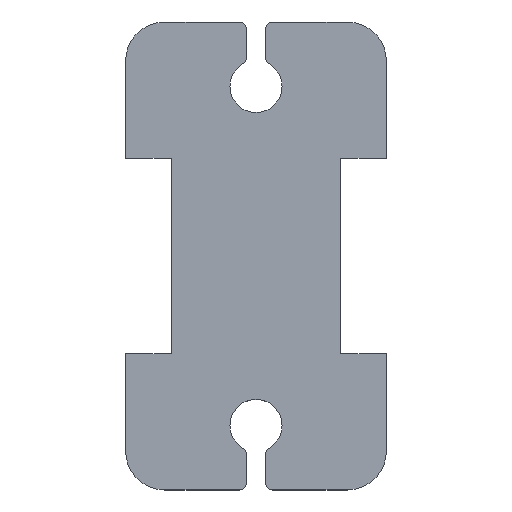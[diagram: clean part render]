
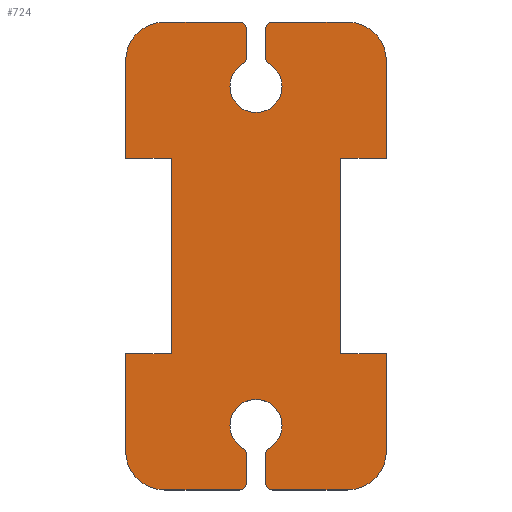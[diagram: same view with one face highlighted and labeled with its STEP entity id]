
A CAD part, top view. The second image highlights one B-rep face of the part: STEP entity #724.
In plain terms, the highlighted planar face has unit normal (0, 0, 1).
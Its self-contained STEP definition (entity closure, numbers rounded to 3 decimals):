
#125=CARTESIAN_POINT('',(2.5,34.887,5.));
#126=DIRECTION('',(0.,0.,1.));
#127=DIRECTION('',(0.,1.,0.));
#128=AXIS2_PLACEMENT_3D('',#125,#126,#127);
#130=DIRECTION('',(1.,0.,0.));
#131=VECTOR('',#130,11.5);
#132=CARTESIAN_POINT('',(2.5,35.887,5.));
#133=LINE('',#132,#131);
#134=CARTESIAN_POINT('',(14.,29.887,5.));
#135=DIRECTION('',(0.,0.,1.));
#136=DIRECTION('',(1.,0.,0.));
#137=AXIS2_PLACEMENT_3D('',#134,#135,#136);
#139=DIRECTION('',(-1.,0.,0.));
#140=VECTOR('',#139,7.);
#141=CARTESIAN_POINT('',(20.,15.,5.));
#142=LINE('',#141,#140);
#143=DIRECTION('',(0.,-1.,0.));
#144=VECTOR('',#143,30.);
#145=CARTESIAN_POINT('',(13.,15.,5.));
#146=LINE('',#145,#144);
#147=DIRECTION('',(-1.,0.,0.));
#148=VECTOR('',#147,7.);
#149=CARTESIAN_POINT('',(20.,-15.,5.));
#150=LINE('',#149,#148);
#151=CARTESIAN_POINT('',(14.,-29.887,5.));
#152=DIRECTION('',(0.,0.,1.));
#153=DIRECTION('',(0.,-1.,0.));
#154=AXIS2_PLACEMENT_3D('',#151,#152,#153);
#156=DIRECTION('',(-1.,0.,0.));
#157=VECTOR('',#156,11.5);
#158=CARTESIAN_POINT('',(14.,-35.887,5.));
#159=LINE('',#158,#157);
#160=CARTESIAN_POINT('',(2.5,-34.887,5.));
#161=DIRECTION('',(0.,0.,1.));
#162=DIRECTION('',(-1.,0.,0.));
#163=AXIS2_PLACEMENT_3D('',#160,#161,#162);
#165=DIRECTION('',(0.,1.,0.));
#166=VECTOR('',#165,4.557);
#167=CARTESIAN_POINT('',(1.5,-34.887,5.));
#168=LINE('',#167,#166);
#169=CARTESIAN_POINT('',(2.5,-30.33,5.));
#170=DIRECTION('',(0.,0.,1.));
#171=DIRECTION('',(-0.5,0.866,0.));
#172=AXIS2_PLACEMENT_3D('',#169,#170,#171);
#174=CARTESIAN_POINT('',(-2.5,-30.33,5.));
#175=DIRECTION('',(0.,0.,1.));
#176=DIRECTION('',(1.,0.,0.));
#177=AXIS2_PLACEMENT_3D('',#174,#175,#176);
#179=DIRECTION('',(0.,1.,0.));
#180=VECTOR('',#179,4.557);
#181=CARTESIAN_POINT('',(-1.5,-34.887,5.));
#182=LINE('',#181,#180);
#183=CARTESIAN_POINT('',(-2.5,-34.887,5.));
#184=DIRECTION('',(0.,0.,1.));
#185=DIRECTION('',(0.,-1.,0.));
#186=AXIS2_PLACEMENT_3D('',#183,#184,#185);
#188=DIRECTION('',(-1.,0.,0.));
#189=VECTOR('',#188,11.5);
#190=CARTESIAN_POINT('',(-2.5,-35.887,5.));
#191=LINE('',#190,#189);
#192=CARTESIAN_POINT('',(-14.,-29.887,5.));
#193=DIRECTION('',(0.,0.,1.));
#194=DIRECTION('',(-1.,0.,0.));
#195=AXIS2_PLACEMENT_3D('',#192,#193,#194);
#197=DIRECTION('',(1.,0.,0.));
#198=VECTOR('',#197,7.);
#199=CARTESIAN_POINT('',(-20.,-15.,5.));
#200=LINE('',#199,#198);
#201=DIRECTION('',(0.,1.,0.));
#202=VECTOR('',#201,30.);
#203=CARTESIAN_POINT('',(-13.,-15.,5.));
#204=LINE('',#203,#202);
#205=DIRECTION('',(1.,0.,0.));
#206=VECTOR('',#205,7.);
#207=CARTESIAN_POINT('',(-20.,15.,5.));
#208=LINE('',#207,#206);
#209=CARTESIAN_POINT('',(-14.,29.887,5.));
#210=DIRECTION('',(0.,0.,1.));
#211=DIRECTION('',(0.,1.,0.));
#212=AXIS2_PLACEMENT_3D('',#209,#210,#211);
#214=DIRECTION('',(1.,0.,0.));
#215=VECTOR('',#214,11.5);
#216=CARTESIAN_POINT('',(-14.,35.887,5.));
#217=LINE('',#216,#215);
#218=CARTESIAN_POINT('',(-2.5,34.887,5.));
#219=DIRECTION('',(0.,0.,1.));
#220=DIRECTION('',(1.,0.,0.));
#221=AXIS2_PLACEMENT_3D('',#218,#219,#220);
#223=DIRECTION('',(0.,-1.,0.));
#224=VECTOR('',#223,4.557);
#225=CARTESIAN_POINT('',(-1.5,34.887,5.));
#226=LINE('',#225,#224);
#227=CARTESIAN_POINT('',(-2.5,30.33,5.));
#228=DIRECTION('',(0.,0.,1.));
#229=DIRECTION('',(0.5,-0.866,0.));
#230=AXIS2_PLACEMENT_3D('',#227,#228,#229);
#232=CARTESIAN_POINT('',(2.5,30.33,5.));
#233=DIRECTION('',(0.,0.,1.));
#234=DIRECTION('',(-1.,0.,0.));
#235=AXIS2_PLACEMENT_3D('',#232,#233,#234);
#237=DIRECTION('',(0.,-1.,0.));
#238=VECTOR('',#237,4.557);
#239=CARTESIAN_POINT('',(1.5,34.887,5.));
#240=LINE('',#239,#238);
#253=DIRECTION('',(0.,1.,0.));
#254=VECTOR('',#253,14.887);
#255=CARTESIAN_POINT('',(20.,15.,5.));
#256=LINE('',#255,#254);
#261=DIRECTION('',(0.,1.,0.));
#262=VECTOR('',#261,14.887);
#263=CARTESIAN_POINT('',(20.,-29.887,5.));
#264=LINE('',#263,#262);
#310=CARTESIAN_POINT('',(0.,-26.,5.));
#311=DIRECTION('',(0.,0.,-1.));
#312=DIRECTION('',(-0.5,-0.866,0.));
#313=AXIS2_PLACEMENT_3D('',#310,#311,#312);
#335=DIRECTION('',(0.,-1.,0.));
#336=VECTOR('',#335,14.887);
#337=CARTESIAN_POINT('',(-20.,29.887,5.));
#338=LINE('',#337,#336);
#359=DIRECTION('',(0.,-1.,0.));
#360=VECTOR('',#359,14.887);
#361=CARTESIAN_POINT('',(-20.,-15.,5.));
#362=LINE('',#361,#360);
#392=CARTESIAN_POINT('',(0.,26.,5.));
#393=DIRECTION('',(0.,0.,-1.));
#394=DIRECTION('',(0.5,0.866,0.));
#395=AXIS2_PLACEMENT_3D('',#392,#393,#394);
#429=CARTESIAN_POINT('',(-20.,-15.,5.));
#430=CARTESIAN_POINT('',(-13.,-15.,5.));
#431=VERTEX_POINT('',#429);
#432=VERTEX_POINT('',#430);
#433=CARTESIAN_POINT('',(-13.,15.,5.));
#434=VERTEX_POINT('',#433);
#435=CARTESIAN_POINT('',(-20.,15.,5.));
#436=VERTEX_POINT('',#435);
#437=CARTESIAN_POINT('',(20.,15.,5.));
#438=CARTESIAN_POINT('',(13.,15.,5.));
#439=VERTEX_POINT('',#437);
#440=VERTEX_POINT('',#438);
#441=CARTESIAN_POINT('',(13.,-15.,5.));
#442=VERTEX_POINT('',#441);
#443=CARTESIAN_POINT('',(20.,-15.,5.));
#444=VERTEX_POINT('',#443);
#445=CARTESIAN_POINT('',(20.,29.887,5.));
#446=CARTESIAN_POINT('',(14.,35.887,5.));
#447=VERTEX_POINT('',#445);
#448=VERTEX_POINT('',#446);
#453=CARTESIAN_POINT('',(-14.,35.887,5.));
#454=CARTESIAN_POINT('',(-20.,29.887,5.));
#455=VERTEX_POINT('',#453);
#456=VERTEX_POINT('',#454);
#461=CARTESIAN_POINT('',(-20.,-29.887,5.));
#462=CARTESIAN_POINT('',(-14.,-35.887,5.));
#463=VERTEX_POINT('',#461);
#464=VERTEX_POINT('',#462);
#469=CARTESIAN_POINT('',(14.,-35.887,5.));
#470=CARTESIAN_POINT('',(20.,-29.887,5.));
#471=VERTEX_POINT('',#469);
#472=VERTEX_POINT('',#470);
#481=CARTESIAN_POINT('',(2.5,35.887,5.));
#482=VERTEX_POINT('',#481);
#483=CARTESIAN_POINT('',(1.5,34.887,5.));
#484=VERTEX_POINT('',#483);
#485=CARTESIAN_POINT('',(-1.5,34.887,5.));
#486=CARTESIAN_POINT('',(-2.5,35.887,5.));
#487=VERTEX_POINT('',#485);
#488=VERTEX_POINT('',#486);
#497=CARTESIAN_POINT('',(-2.5,-35.887,5.));
#498=VERTEX_POINT('',#497);
#499=CARTESIAN_POINT('',(-1.5,-34.887,5.));
#500=VERTEX_POINT('',#499);
#501=CARTESIAN_POINT('',(1.5,-34.887,5.));
#502=CARTESIAN_POINT('',(2.5,-35.887,5.));
#503=VERTEX_POINT('',#501);
#504=VERTEX_POINT('',#502);
#509=CARTESIAN_POINT('',(2.,-29.464,5.));
#510=CARTESIAN_POINT('',(1.5,-30.33,5.));
#511=VERTEX_POINT('',#509);
#512=VERTEX_POINT('',#510);
#521=CARTESIAN_POINT('',(-1.5,-30.33,5.));
#522=VERTEX_POINT('',#521);
#523=CARTESIAN_POINT('',(-2.,-29.464,5.));
#524=VERTEX_POINT('',#523);
#525=CARTESIAN_POINT('',(-2.,29.464,5.));
#526=CARTESIAN_POINT('',(-1.5,30.33,5.));
#527=VERTEX_POINT('',#525);
#528=VERTEX_POINT('',#526);
#537=CARTESIAN_POINT('',(1.5,30.33,5.));
#538=VERTEX_POINT('',#537);
#539=CARTESIAN_POINT('',(2.,29.464,5.));
#540=VERTEX_POINT('',#539);
#656=CARTESIAN_POINT('',(0.,0.,5.));
#657=DIRECTION('',(0.,0.,1.));
#658=DIRECTION('',(1.,0.,0.));
#659=AXIS2_PLACEMENT_3D('',#656,#657,#658);
#660=PLANE('',#659);
#661=ORIENTED_EDGE('',*,*,#621,.F.);
#662=ORIENTED_EDGE('',*,*,#637,.T.);
#663=ORIENTED_EDGE('',*,*,#647,.F.);
#665=ORIENTED_EDGE('',*,*,#664,.F.);
#667=ORIENTED_EDGE('',*,*,#666,.T.);
#669=ORIENTED_EDGE('',*,*,#668,.T.);
#671=ORIENTED_EDGE('',*,*,#670,.F.);
#673=ORIENTED_EDGE('',*,*,#672,.F.);
#675=ORIENTED_EDGE('',*,*,#674,.F.);
#677=ORIENTED_EDGE('',*,*,#676,.T.);
#679=ORIENTED_EDGE('',*,*,#678,.F.);
#681=ORIENTED_EDGE('',*,*,#680,.T.);
#683=ORIENTED_EDGE('',*,*,#682,.F.);
#685=ORIENTED_EDGE('',*,*,#684,.F.);
#687=ORIENTED_EDGE('',*,*,#686,.F.);
#689=ORIENTED_EDGE('',*,*,#688,.F.);
#691=ORIENTED_EDGE('',*,*,#690,.F.);
#693=ORIENTED_EDGE('',*,*,#692,.T.);
#695=ORIENTED_EDGE('',*,*,#694,.F.);
#697=ORIENTED_EDGE('',*,*,#696,.F.);
#699=ORIENTED_EDGE('',*,*,#698,.T.);
#701=ORIENTED_EDGE('',*,*,#700,.T.);
#703=ORIENTED_EDGE('',*,*,#702,.F.);
#705=ORIENTED_EDGE('',*,*,#704,.F.);
#707=ORIENTED_EDGE('',*,*,#706,.F.);
#709=ORIENTED_EDGE('',*,*,#708,.T.);
#711=ORIENTED_EDGE('',*,*,#710,.F.);
#713=ORIENTED_EDGE('',*,*,#712,.T.);
#715=ORIENTED_EDGE('',*,*,#714,.F.);
#717=ORIENTED_EDGE('',*,*,#716,.F.);
#719=ORIENTED_EDGE('',*,*,#718,.F.);
#721=ORIENTED_EDGE('',*,*,#720,.F.);
#722=EDGE_LOOP('',(#661,#662,#663,#665,#667,#669,#671,#673,#675,#677,#679,#681,
#683,#685,#687,#689,#691,#693,#695,#697,#699,#701,#703,#705,#707,#709,#711,#713,
#715,#717,#719,#721));
#723=FACE_OUTER_BOUND('',#722,.F.);
#724=ADVANCED_FACE('',(#723),#660,.T.);
#129=CIRCLE('',#128,1.);
#138=CIRCLE('',#137,6.);
#155=CIRCLE('',#154,6.);
#164=CIRCLE('',#163,1.);
#173=CIRCLE('',#172,1.);
#178=CIRCLE('',#177,1.);
#187=CIRCLE('',#186,1.);
#196=CIRCLE('',#195,6.);
#213=CIRCLE('',#212,6.);
#222=CIRCLE('',#221,1.);
#231=CIRCLE('',#230,1.);
#236=CIRCLE('',#235,1.);
#314=CIRCLE('',#313,4.);
#396=CIRCLE('',#395,4.);
#621=EDGE_CURVE('',#482,#484,#129,.T.);
#637=EDGE_CURVE('',#482,#448,#133,.T.);
#647=EDGE_CURVE('',#447,#448,#138,.T.);
#664=EDGE_CURVE('',#439,#447,#256,.T.);
#666=EDGE_CURVE('',#439,#440,#142,.T.);
#668=EDGE_CURVE('',#440,#442,#146,.T.);
#670=EDGE_CURVE('',#444,#442,#150,.T.);
#672=EDGE_CURVE('',#472,#444,#264,.T.);
#674=EDGE_CURVE('',#471,#472,#155,.T.);
#676=EDGE_CURVE('',#471,#504,#159,.T.);
#678=EDGE_CURVE('',#503,#504,#164,.T.);
#680=EDGE_CURVE('',#503,#512,#168,.T.);
#682=EDGE_CURVE('',#511,#512,#173,.T.);
#684=EDGE_CURVE('',#524,#511,#314,.T.);
#686=EDGE_CURVE('',#522,#524,#178,.T.);
#688=EDGE_CURVE('',#500,#522,#182,.T.);
#690=EDGE_CURVE('',#498,#500,#187,.T.);
#692=EDGE_CURVE('',#498,#464,#191,.T.);
#694=EDGE_CURVE('',#463,#464,#196,.T.);
#696=EDGE_CURVE('',#431,#463,#362,.T.);
#698=EDGE_CURVE('',#431,#432,#200,.T.);
#700=EDGE_CURVE('',#432,#434,#204,.T.);
#702=EDGE_CURVE('',#436,#434,#208,.T.);
#704=EDGE_CURVE('',#456,#436,#338,.T.);
#706=EDGE_CURVE('',#455,#456,#213,.T.);
#708=EDGE_CURVE('',#455,#488,#217,.T.);
#710=EDGE_CURVE('',#487,#488,#222,.T.);
#712=EDGE_CURVE('',#487,#528,#226,.T.);
#714=EDGE_CURVE('',#527,#528,#231,.T.);
#716=EDGE_CURVE('',#540,#527,#396,.T.);
#718=EDGE_CURVE('',#538,#540,#236,.T.);
#720=EDGE_CURVE('',#484,#538,#240,.T.);
